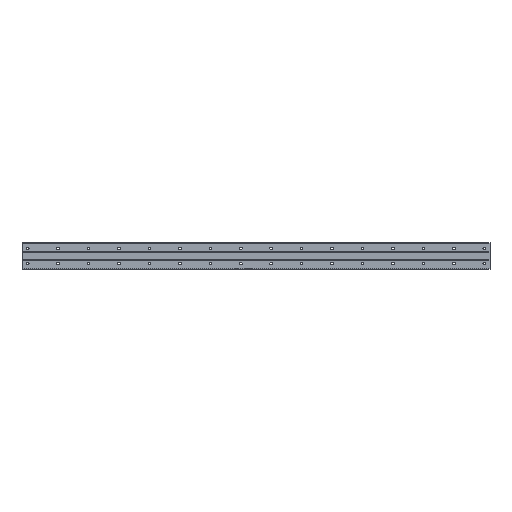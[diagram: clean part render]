
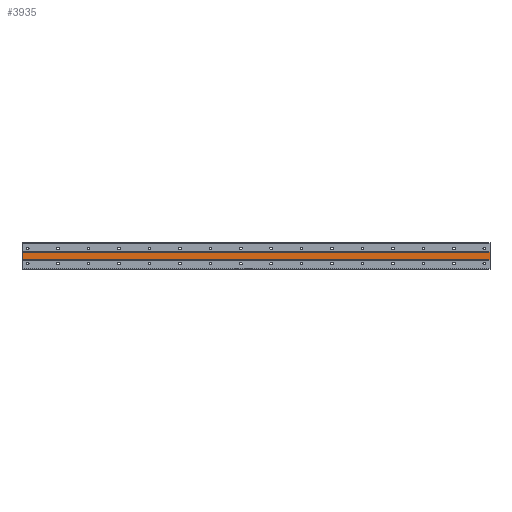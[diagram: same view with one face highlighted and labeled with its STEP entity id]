
A CAD part, front view. The second image highlights one B-rep face of the part: STEP entity #3935.
In plain terms, the highlighted planar face has unit normal (0, -1, 0).
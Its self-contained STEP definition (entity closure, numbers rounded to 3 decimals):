
#85 = CARTESIAN_POINT ( 'NONE',  ( 1215., 1., -10. ) ) ;
#667 = EDGE_CURVE ( 'NONE', #5579, #3990, #1004, .T. ) ;
#670 = EDGE_LOOP ( 'NONE', ( #2357, #2197, #3646, #1805 ) ) ;
#770 = EDGE_CURVE ( 'NONE', #4551, #5579, #3025, .T. ) ;
#1004 = LINE ( 'NONE', #2872, #3070 ) ;
#1253 = LINE ( 'NONE', #3586, #3647 ) ;
#1323 = CARTESIAN_POINT ( 'NONE',  ( 1215., 1., 10. ) ) ;
#1410 = DIRECTION ( 'NONE',  ( 0., 1., 0. ) ) ;
#1470 = FACE_OUTER_BOUND ( 'NONE', #670, .T. ) ;
#1805 = ORIENTED_EDGE ( 'NONE', *, *, #770, .T. ) ;
#2188 = VECTOR ( 'NONE', #3497, 1000. ) ;
#2197 = ORIENTED_EDGE ( 'NONE', *, *, #4093, .F. ) ;
#2357 = ORIENTED_EDGE ( 'NONE', *, *, #667, .T. ) ;
#2833 = CARTESIAN_POINT ( 'NONE',  ( -15., 1., 10. ) ) ;
#2872 = CARTESIAN_POINT ( 'NONE',  ( 1215., 1., -10. ) ) ;
#3025 = LINE ( 'NONE', #3982, #2188 ) ;
#3070 = VECTOR ( 'NONE', #4716, 1000. ) ;
#3194 = DIRECTION ( 'NONE',  ( 1., 0., 0. ) ) ;
#3268 = VERTEX_POINT ( 'NONE', #5234 ) ;
#3305 = PLANE ( 'NONE',  #5209 ) ;
#3358 = DIRECTION ( 'NONE',  ( 0., 0., 1. ) ) ;
#3497 = DIRECTION ( 'NONE',  ( 0., 0., -1. ) ) ;
#3586 = CARTESIAN_POINT ( 'NONE',  ( 1215., 1., 34.482 ) ) ;
#3646 = ORIENTED_EDGE ( 'NONE', *, *, #3792, .F. ) ;
#3647 = VECTOR ( 'NONE', #5453, 1000. ) ;
#3792 = EDGE_CURVE ( 'NONE', #4551, #3268, #5994, .T. ) ;
#3935 = ADVANCED_FACE ( 'NONE', ( #1470 ), #3305, .F. ) ;
#3982 = CARTESIAN_POINT ( 'NONE',  ( -15., 1., 34.482 ) ) ;
#3990 = VERTEX_POINT ( 'NONE', #85 ) ;
#4093 = EDGE_CURVE ( 'NONE', #3268, #3990, #1253, .T. ) ;
#4177 = CARTESIAN_POINT ( 'NONE',  ( 1215., 1., 10. ) ) ;
#4551 = VERTEX_POINT ( 'NONE', #2833 ) ;
#4716 = DIRECTION ( 'NONE',  ( 1., 0., 0. ) ) ;
#5209 = AXIS2_PLACEMENT_3D ( 'NONE', #4177, #1410, #3358 ) ;
#5234 = CARTESIAN_POINT ( 'NONE',  ( 1215., 1., 10. ) ) ;
#5453 = DIRECTION ( 'NONE',  ( 0., 0., -1. ) ) ;
#5579 = VERTEX_POINT ( 'NONE', #5617 ) ;
#5617 = CARTESIAN_POINT ( 'NONE',  ( -15., 1., -10. ) ) ;
#5810 = VECTOR ( 'NONE', #3194, 1000. ) ;
#5994 = LINE ( 'NONE', #1323, #5810 ) ;
